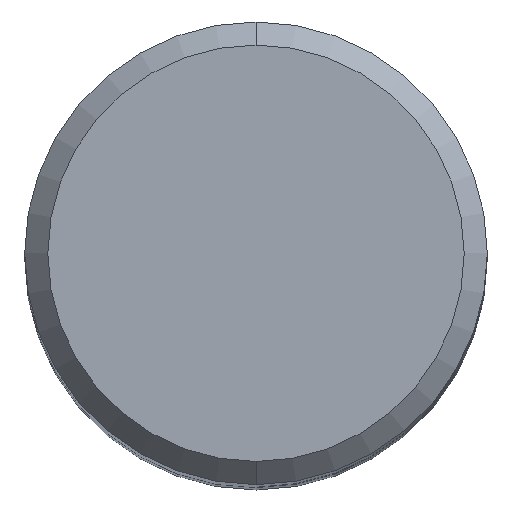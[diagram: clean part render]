
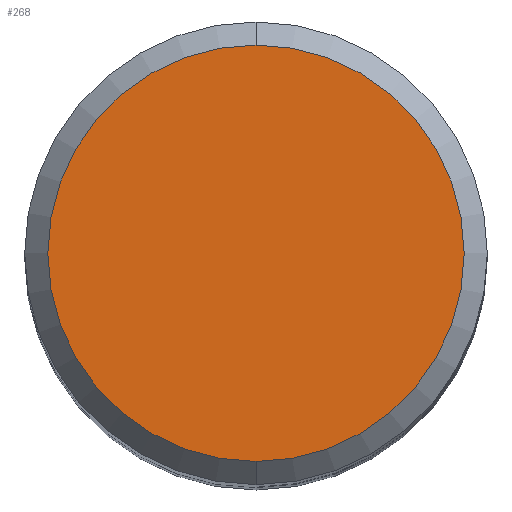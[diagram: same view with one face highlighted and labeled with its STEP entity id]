
A CAD part, top view. The second image highlights one B-rep face of the part: STEP entity #268.
In plain terms, the highlighted planar face has unit normal (0, 0, 1).
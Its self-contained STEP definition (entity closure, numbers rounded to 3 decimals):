
#256=VERTEX_POINT('',#548);
#264=VERTEX_POINT('',#556);
#268=ADVANCED_FACE('',(#560),#561,.T.);
#358=EDGE_CURVE('',#256,#264,#658,.T.);
#388=EDGE_CURVE('',#264,#256,#690,.T.);
#548=CARTESIAN_POINT('',(0.0,5.4,0.0));
#556=CARTESIAN_POINT('',(0.,-5.4,0.0));
#560=FACE_OUTER_BOUND('',#972,.T.);
#561=PLANE('',#973);
#658=CIRCLE('',#1252,5.4);
#690=CIRCLE('',#1338,5.4);
#972=EDGE_LOOP('',(#1535,#1536));
#973=AXIS2_PLACEMENT_3D('',#1537,#1538,#1539);
#1252=AXIS2_PLACEMENT_3D('',#1633,#1634,#1635);
#1338=AXIS2_PLACEMENT_3D('',#1665,#1666,#1667);
#1535=ORIENTED_EDGE('',*,*,#358,.F.);
#1536=ORIENTED_EDGE('',*,*,#388,.F.);
#1537=CARTESIAN_POINT('',(0.0,2.7,0.0));
#1538=DIRECTION('',(-0.0,0.0,1.0));
#1539=DIRECTION('',(0.0,-1.0,0.0));
#1633=CARTESIAN_POINT('',(0.0,0.0,0.0));
#1634=DIRECTION('',(0.0,0.0,-1.0));
#1635=DIRECTION('',(0.0,1.0,0.0));
#1665=CARTESIAN_POINT('',(0.0,0.0,0.0));
#1666=DIRECTION('',(0.0,0.0,-1.0));
#1667=DIRECTION('',(0.0,1.0,0.0));
